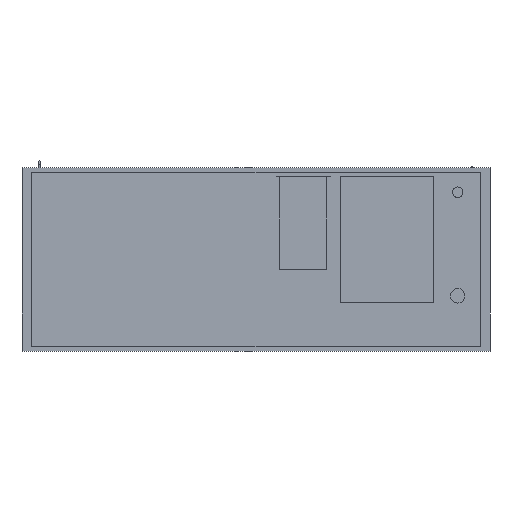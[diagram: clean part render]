
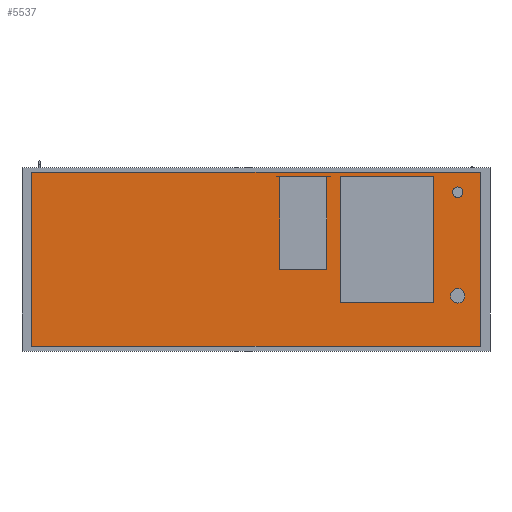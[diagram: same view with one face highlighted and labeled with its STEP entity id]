
A CAD part, front view. The second image highlights one B-rep face of the part: STEP entity #5537.
In plain terms, the highlighted planar face has unit normal (0, -1, 0).
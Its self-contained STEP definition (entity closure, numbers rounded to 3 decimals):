
#265=FACE_BOUND('',#635,.T.);
#288=FACE_OUTER_BOUND('',#634,.T.);
#634=EDGE_LOOP('',(#3710,#3711,#3712,#3713));
#635=EDGE_LOOP('',(#3714,#3715,#3716,#3717));
#972=LINE('',#7998,#1648);
#976=LINE('',#8006,#1652);
#979=LINE('',#8012,#1655);
#982=LINE('',#8017,#1658);
#996=LINE('',#8048,#1672);
#1000=LINE('',#8056,#1676);
#1003=LINE('',#8062,#1679);
#1006=LINE('',#8067,#1682);
#1648=VECTOR('',#6394,10.);
#1652=VECTOR('',#6400,10.);
#1655=VECTOR('',#6405,10.);
#1658=VECTOR('',#6410,10.);
#1672=VECTOR('',#6438,10.);
#1676=VECTOR('',#6444,10.);
#1679=VECTOR('',#6449,10.);
#1682=VECTOR('',#6454,10.);
#2324=VERTEX_POINT('',#7996);
#2325=VERTEX_POINT('',#7997);
#2328=VERTEX_POINT('',#8005);
#2330=VERTEX_POINT('',#8011);
#2340=VERTEX_POINT('',#8046);
#2341=VERTEX_POINT('',#8047);
#2344=VERTEX_POINT('',#8055);
#2346=VERTEX_POINT('',#8061);
#2852=EDGE_CURVE('',#2324,#2325,#972,.T.);
#2856=EDGE_CURVE('',#2325,#2328,#976,.T.);
#2859=EDGE_CURVE('',#2328,#2330,#979,.T.);
#2862=EDGE_CURVE('',#2330,#2324,#982,.T.);
#2876=EDGE_CURVE('',#2340,#2341,#996,.T.);
#2880=EDGE_CURVE('',#2344,#2340,#1000,.T.);
#2883=EDGE_CURVE('',#2346,#2344,#1003,.T.);
#2886=EDGE_CURVE('',#2341,#2346,#1006,.T.);
#3710=ORIENTED_EDGE('',*,*,#2886,.F.);
#3711=ORIENTED_EDGE('',*,*,#2876,.F.);
#3712=ORIENTED_EDGE('',*,*,#2880,.F.);
#3713=ORIENTED_EDGE('',*,*,#2883,.F.);
#3714=ORIENTED_EDGE('',*,*,#2852,.T.);
#3715=ORIENTED_EDGE('',*,*,#2856,.T.);
#3716=ORIENTED_EDGE('',*,*,#2859,.T.);
#3717=ORIENTED_EDGE('',*,*,#2862,.T.);
#5249=PLANE('',#5942);
#5537=ADVANCED_FACE('',(#288,#265),#5249,.F.);
#5942=AXIS2_PLACEMENT_3D('',#8070,#6458,#6459);
#6394=DIRECTION('',(1.,0.,0.));
#6400=DIRECTION('',(0.,0.,-1.));
#6405=DIRECTION('',(-1.,0.,0.));
#6410=DIRECTION('',(0.,0.,1.));
#6438=DIRECTION('',(0.,0.,1.));
#6444=DIRECTION('',(-1.,0.,0.));
#6449=DIRECTION('',(0.,0.,-1.));
#6454=DIRECTION('',(1.,0.,0.));
#6458=DIRECTION('center_axis',(0.,1.,0.));
#6459=DIRECTION('ref_axis',(0.,0.,1.));
#7996=CARTESIAN_POINT('',(90.,0.,314.));
#7997=CARTESIAN_POINT('',(269.,0.,314.));
#7998=CARTESIAN_POINT('',(134.5,0.,314.));
#8005=CARTESIAN_POINT('',(269.,0.,-38.));
#8006=CARTESIAN_POINT('',(269.,0.,-19.));
#8011=CARTESIAN_POINT('',(90.,0.,-38.));
#8012=CARTESIAN_POINT('',(45.,0.,-38.));
#8017=CARTESIAN_POINT('',(90.,0.,157.));
#8046=CARTESIAN_POINT('',(-850.,0.,-330.));
#8047=CARTESIAN_POINT('',(-850.,0.,330.));
#8048=CARTESIAN_POINT('',(-850.,0.,-330.));
#8055=CARTESIAN_POINT('',(850.,0.,-330.));
#8056=CARTESIAN_POINT('',(850.,0.,-330.));
#8061=CARTESIAN_POINT('',(850.,0.,330.));
#8062=CARTESIAN_POINT('',(850.,0.,330.));
#8067=CARTESIAN_POINT('',(-850.,0.,330.));
#8070=CARTESIAN_POINT('Origin',(0.,0.,0.));
